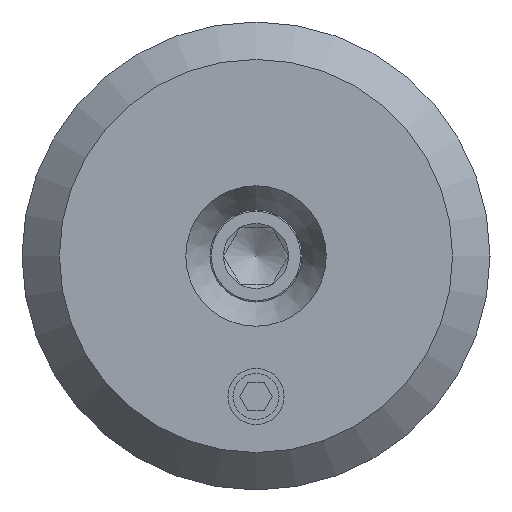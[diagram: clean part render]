
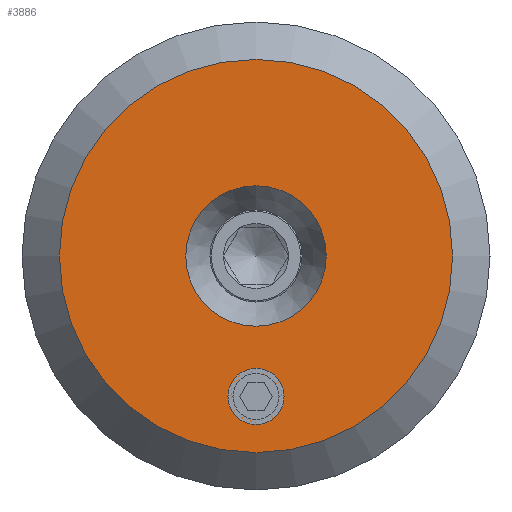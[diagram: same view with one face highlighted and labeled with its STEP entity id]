
A CAD part, left-side view. The second image highlights one B-rep face of the part: STEP entity #3886.
In plain terms, the highlighted planar face has unit normal (-1, 0, 0).
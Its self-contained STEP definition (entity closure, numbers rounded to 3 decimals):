
#96=PLANE('',#4188);
#623=ORIENTED_EDGE('',*,*,#1172,.T.);
#624=ORIENTED_EDGE('',*,*,#1173,.T.);
#625=ORIENTED_EDGE('',*,*,#1174,.T.);
#1172=EDGE_CURVE('',#1473,#1473,#1668,.T.);
#1173=EDGE_CURVE('',#1474,#1474,#1669,.T.);
#1174=EDGE_CURVE('',#1475,#1475,#1670,.T.);
#1473=VERTEX_POINT('',#5835);
#1474=VERTEX_POINT('',#5837);
#1475=VERTEX_POINT('',#5839);
#1668=CIRCLE('',#4189,1.23);
#1669=CIRCLE('',#4190,3.75);
#1670=CIRCLE('',#4191,10.5);
#1878=EDGE_LOOP('',(#623));
#1879=EDGE_LOOP('',(#624));
#1880=EDGE_LOOP('',(#625));
#2220=FACE_BOUND('',#1878,.T.);
#2221=FACE_BOUND('',#1879,.T.);
#2222=FACE_BOUND('',#1880,.T.);
#3886=ADVANCED_FACE('',(#2220,#2221,#2222),#96,.T.);
#4188=AXIS2_PLACEMENT_3D('',#5833,#4702,#4703);
#4189=AXIS2_PLACEMENT_3D('',#5834,#4704,#4705);
#4190=AXIS2_PLACEMENT_3D('',#5836,#4706,#4707);
#4191=AXIS2_PLACEMENT_3D('',#5838,#4708,#4709);
#4702=DIRECTION('',(-1.,0.,0.));
#4703=DIRECTION('',(0.,0.,1.));
#4704=DIRECTION('',(1.,0.,0.));
#4705=DIRECTION('',(0.,0.,1.));
#4706=DIRECTION('',(1.,0.,0.));
#4707=DIRECTION('',(0.,0.,-1.));
#4708=DIRECTION('',(-1.,0.,0.));
#4709=DIRECTION('',(0.,0.,1.));
#5833=CARTESIAN_POINT('',(0.,0.,10.5));
#5834=CARTESIAN_POINT('',(0.,0.,-7.5));
#5835=CARTESIAN_POINT('',(0.,0.,-6.271));
#5836=CARTESIAN_POINT('',(0.,0.,0.));
#5837=CARTESIAN_POINT('',(0.,0.,-3.75));
#5838=CARTESIAN_POINT('',(0.,0.,0.));
#5839=CARTESIAN_POINT('',(0.,0.,10.5));
